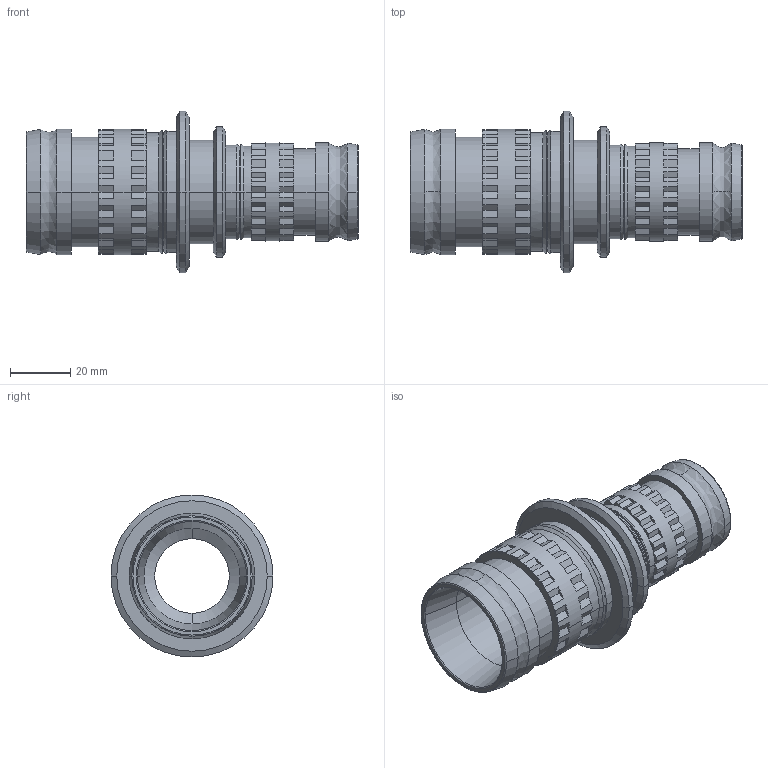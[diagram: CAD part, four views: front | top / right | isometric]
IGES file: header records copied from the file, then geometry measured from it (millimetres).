
Global section: file name: No Iges File Name specified; native system: Autodesk Inventor 2011; preprocessor: AutoDesk Inventor Iges Exporter R2011; author: bruh; date: 20110613.132103; units: millimetre
Bounding box: 110.3 x 53.8 x 53.8 mm (x, y, z)
Volume: 47379.3 mm3; surface area: 28357.4 mm2
Topology: 1 solids, 1 shells, 386 faces, 962 edges, 608 vertices
Faces by surface type: plane 314, cylinder 30, cone 20, revolution 12, bspline 6, torus 4
